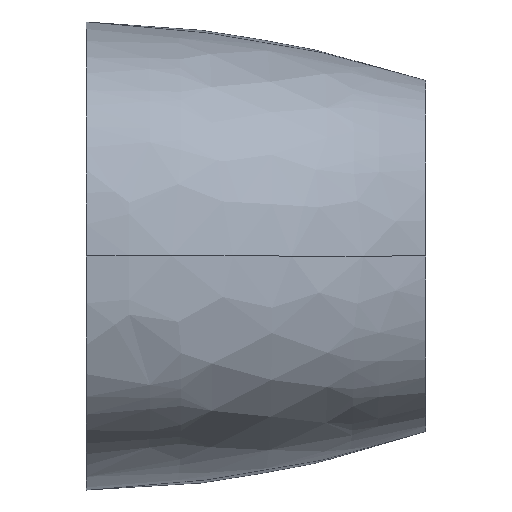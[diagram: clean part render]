
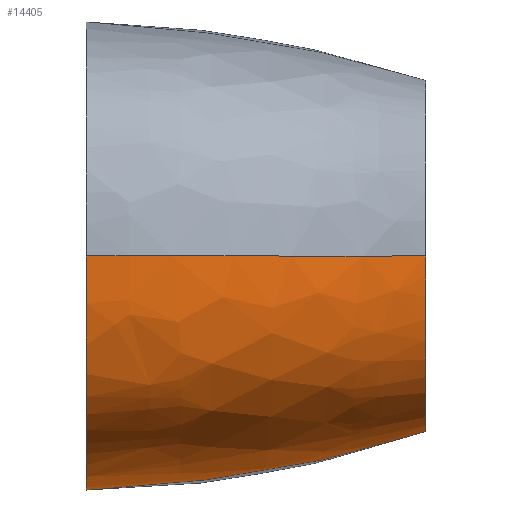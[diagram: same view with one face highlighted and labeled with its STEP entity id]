
A CAD part, left-side view. The second image highlights one B-rep face of the part: STEP entity #14405.
In plain terms, the highlighted free-form (B-spline) face has degree [3, 3] with [5, 14] control points.
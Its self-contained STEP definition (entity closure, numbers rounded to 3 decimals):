
#1426=CARTESIAN_POINT('',(-190.,-580.,-300.));
#1427=CARTESIAN_POINT('',(-213.789,-580.,-300.));
#1428=CARTESIAN_POINT('',(-261.026,-580.,-298.254));
#1429=CARTESIAN_POINT('',(-330.438,-580.,-288.852));
#1430=CARTESIAN_POINT('',(-397.392,-580.,-270.46));
#1431=CARTESIAN_POINT('',(-449.209,-580.,-244.925));
#1432=CARTESIAN_POINT('',(-485.634,-580.,-217.196));
#1433=CARTESIAN_POINT('',(-509.696,-580.,-192.739));
#1434=CARTESIAN_POINT('',(-529.828,-580.,-164.974));
#1435=CARTESIAN_POINT('',(-545.671,-580.,-134.559));
#1436=CARTESIAN_POINT('',(-557.26,-580.,-102.267));
#1437=CARTESIAN_POINT('',(-567.487,-580.,-57.627));
#1438=CARTESIAN_POINT('',(-570.,-580.,-23.036));
#1439=CARTESIAN_POINT('',(-570.,-580.,0.));
#2631=CARTESIAN_POINT('',(-850.,0.,0.));
#2632=CARTESIAN_POINT('',(-850.,0.,-34.711));
#2633=CARTESIAN_POINT('',(-846.717,0.,-87.155));
#2634=CARTESIAN_POINT('',(-830.722,0.,
-155.522));
#2635=CARTESIAN_POINT('',(-811.258,0.,
-204.644));
#2636=CARTESIAN_POINT('',(-783.15,0.,
-249.551));
#2637=CARTESIAN_POINT('',(-746.644,0.,
-287.976));
#2638=CARTESIAN_POINT('',(-703.675,0.,
-318.821));
#2639=CARTESIAN_POINT('',(-640.864,0.,
-350.463));
#2640=CARTESIAN_POINT('',(-556.729,0.,
-375.434));
#2641=CARTESIAN_POINT('',(-453.827,0.,
-391.405));
#2642=CARTESIAN_POINT('',(-351.099,0.,
-398.765));
#2643=CARTESIAN_POINT('',(-283.495,0.,-400.));
#2644=CARTESIAN_POINT('',(-250.,0.,-400.));
#3619=CARTESIAN_POINT('',(-570.,-580.,0.));
#3620=CARTESIAN_POINT('',(-651.855,-506.38,
0.));
#3621=CARTESIAN_POINT('',(-786.56,-326.96,
0.));
#3622=CARTESIAN_POINT('',(-843.266,-109.885,
0.));
#3623=CARTESIAN_POINT('',(-850.,0.,0.));
#3631=CARTESIAN_POINT('',(-190.,-580.,-300.));
#3632=CARTESIAN_POINT('',(-215.039,-495.29,
-328.421));
#3633=CARTESIAN_POINT('',(-252.722,-308.993,
-373.809));
#3634=CARTESIAN_POINT('',(-257.067,-103.395,
-395.31));
#3635=CARTESIAN_POINT('',(-250.,0.,-400.));
#3862=VERTEX_POINT('',#2631);
#3863=VERTEX_POINT('',#2644);
#3865=VERTEX_POINT('',#1426);
#3866=VERTEX_POINT('',#1439);
#14327=CARTESIAN_POINT('',(-183.001,-585.092,
-298.263));
#14328=CARTESIAN_POINT('',(-208.447,-585.03,
-298.441));
#14329=CARTESIAN_POINT('',(-257.142,-584.919,
-296.868));
#14330=CARTESIAN_POINT('',(-327.751,-584.778,
-287.295));
#14331=CARTESIAN_POINT('',(-394.136,-584.661,
-268.97));
#14332=CARTESIAN_POINT('',(-445.486,-584.582,
-243.503));
#14333=CARTESIAN_POINT('',(-481.552,-584.529,
-215.873));
#14334=CARTESIAN_POINT('',(-505.363,-584.495,
-191.524));
#14335=CARTESIAN_POINT('',(-525.278,-584.466,
-163.911));
#14336=CARTESIAN_POINT('',(-540.956,-584.443,
-133.684));
#14337=CARTESIAN_POINT('',(-552.432,-584.425,
-101.604));
#14338=CARTESIAN_POINT('',(-562.975,-584.407,
-55.486));
#14339=CARTESIAN_POINT('',(-565.317,-584.402,
-19.221));
#14340=CARTESIAN_POINT('',(-565.034,-584.403,
5.492));
#14341=CARTESIAN_POINT('',(-208.005,-498.804,
-327.611));
#14342=CARTESIAN_POINT('',(-237.11,-499.804,
-327.211));
#14343=CARTESIAN_POINT('',(-292.797,-501.604,
-324.629));
#14344=CARTESIAN_POINT('',(-373.569,-503.899,
-313.808));
#14345=CARTESIAN_POINT('',(-449.655,-505.789,
-294.344));
#14346=CARTESIAN_POINT('',(-508.948,-507.074,
-267.694));
#14347=CARTESIAN_POINT('',(-551.132,-507.929,
-238.382));
#14348=CARTESIAN_POINT('',(-579.217,-508.483,
-212.189));
#14349=CARTESIAN_POINT('',(-602.813,-508.95,
-182.008));
#14350=CARTESIAN_POINT('',(-621.311,-509.331,
-148.566));
#14351=CARTESIAN_POINT('',(-634.697,-509.624,
-112.878));
#14352=CARTESIAN_POINT('',(-646.826,-509.911,
-61.533));
#14353=CARTESIAN_POINT('',(-649.43,-509.984,
-21.294));
#14354=CARTESIAN_POINT('',(-649.114,-509.967,
6.086));
#14355=CARTESIAN_POINT('',(-245.521,-308.923,
-374.258));
#14356=CARTESIAN_POINT('',(-280.384,-310.578,
-373.258));
#14357=CARTESIAN_POINT('',(-347.251,-313.555,
-369.722));
#14358=CARTESIAN_POINT('',(-444.765,-317.354,
-357.966));
#14359=CARTESIAN_POINT('',(-537.298,-320.484,
-337.735));
#14360=CARTESIAN_POINT('',(-610.457,-322.613,
-309.964));
#14361=CARTESIAN_POINT('',(-663.531,-324.03,
-278.281));
#14362=CARTESIAN_POINT('',(-699.292,-324.949,
-249.139));
#14363=CARTESIAN_POINT('',(-729.51,-325.725,
-214.561));
#14364=CARTESIAN_POINT('',(-753.041,-326.357,
-175.425));
#14365=CARTESIAN_POINT('',(-769.776,-326.846,
-133.251));
#14366=CARTESIAN_POINT('',(-784.61,-327.325,
-72.463));
#14367=CARTESIAN_POINT('',(-787.608,-327.45,
-25.035));
#14368=CARTESIAN_POINT('',(-787.243,-327.424,
7.157));
#14369=CARTESIAN_POINT('',(-249.288,-99.353,
-395.824));
#14370=CARTESIAN_POINT('',(-285.7,-99.923,
-395.384));
#14371=CARTESIAN_POINT('',(-356.172,-100.949,
-393.117));
#14372=CARTESIAN_POINT('',(-460.756,-102.258,
-383.688));
#14373=CARTESIAN_POINT('',(-561.756,-103.338,
-365.838));
#14374=CARTESIAN_POINT('',(-643.342,-104.073,
-339.547));
#14375=CARTESIAN_POINT('',(-703.678,-104.562,
-307.556));
#14376=CARTESIAN_POINT('',(-744.756,-104.88,
-277.006));
#14377=CARTESIAN_POINT('',(-779.602,-105.149,
-239.564));
#14378=CARTESIAN_POINT('',(-806.534,-105.368,
-196.259));
#14379=CARTESIAN_POINT('',(-825.349,-105.538,
-149.117));
#14380=CARTESIAN_POINT('',(-841.63,-105.706,
-80.981));
#14381=CARTESIAN_POINT('',(-844.672,-105.751,
-27.943));
#14382=CARTESIAN_POINT('',(-844.298,-105.744,
7.989));
#14383=CARTESIAN_POINT('',(-241.808,5.904,
-400.244));
#14384=CARTESIAN_POINT('',(-277.827,5.938,
-400.377));
#14385=CARTESIAN_POINT('',(-348.,5.999,
-399.308));
#14386=CARTESIAN_POINT('',(-453.432,6.077,
-391.869));
#14387=CARTESIAN_POINT('',(-556.45,6.141,
-376.008));
#14388=CARTESIAN_POINT('',(-640.738,6.184,
-351.115));
#14389=CARTESIAN_POINT('',(-703.697,6.213,
-319.494));
#14390=CARTESIAN_POINT('',(-746.779,6.232,
-288.63));
#14391=CARTESIAN_POINT('',(-783.384,6.248,
-250.146));
#14392=CARTESIAN_POINT('',(-811.563,6.261,
-205.144));
#14393=CARTESIAN_POINT('',(-831.066,6.271,
-155.904));
#14394=CARTESIAN_POINT('',(-847.721,6.281,
-84.626));
#14395=CARTESIAN_POINT('',(-850.686,6.284,
-29.184));
#14396=CARTESIAN_POINT('',(-850.32,6.283,
8.345));
#14397=B_SPLINE_SURFACE_WITH_KNOTS('',3,3,((#14327,#14328,#14329,#14330,#14331,
#14332,#14333,#14334,#14335,#14336,#14337,#14338,#14339,#14340),(#14341,#14342,
#14343,#14344,#14345,#14346,#14347,#14348,#14349,#14350,#14351,#14352,#14353,
#14354),(#14355,#14356,#14357,#14358,#14359,#14360,#14361,#14362,#14363,#14364,
#14365,#14366,#14367,#14368),(#14369,#14370,#14371,#14372,#14373,#14374,#14375,
#14376,#14377,#14378,#14379,#14380,#14381,#14382),(#14383,#14384,#14385,#14386,
#14387,#14388,#14389,#14390,#14391,#14392,#14393,#14394,#14395,#14396)),
.UNSPECIFIED.,.F.,.F.,.F.,(4,1,4),(4,1,1,1,1,1,1,1,1,1,1,4),(-0.01,
0.5,1.01),(0.118,0.169,0.216,
0.264,0.311,0.334,0.358,
0.382,0.405,0.429,0.453,
0.504),.UNSPECIFIED.);
#14398=ORIENTED_EDGE('',*,*,#7943,.F.);
#14400=ORIENTED_EDGE('',*,*,#14399,.T.);
#14401=ORIENTED_EDGE('',*,*,#10108,.F.);
#14402=ORIENTED_EDGE('',*,*,#14320,.F.);
#14403=EDGE_LOOP('',(#14398,#14400,#14401,#14402));
#14404=FACE_OUTER_BOUND('',#14403,.F.);
#14405=ADVANCED_FACE('',(#14404),#14397,.F.);
#1440=B_SPLINE_CURVE_WITH_KNOTS('',3,(#1426,#1427,#1428,#1429,#1430,#1431,#1432,
#1433,#1434,#1435,#1436,#1437,#1438,#1439),.UNSPECIFIED.,.F.,.F.,(4,1,1,1,1,1,1,
1,1,1,1,4),(0.,0.125,0.25,0.375,0.5,0.563,0.625,0.688,0.75,
0.813,0.875,1.),.UNSPECIFIED.);
#2645=B_SPLINE_CURVE_WITH_KNOTS('',3,(#2631,#2632,#2633,#2634,#2635,#2636,#2637,
#2638,#2639,#2640,#2641,#2642,#2643,#2644),.UNSPECIFIED.,.F.,.F.,(4,1,1,1,1,1,1,
1,1,1,1,4),(0.,0.125,0.188,0.25,0.313,0.375,0.438,0.5,
0.625,0.75,0.875,1.),.UNSPECIFIED.);
#3624=B_SPLINE_CURVE_WITH_KNOTS('',3,(#3619,#3620,#3621,#3622,#3623),
.UNSPECIFIED.,.F.,.F.,(4,1,4),(0.,0.5,1.),.UNSPECIFIED.);
#3636=B_SPLINE_CURVE_WITH_KNOTS('',3,(#3631,#3632,#3633,#3634,#3635),
.UNSPECIFIED.,.F.,.F.,(4,1,4),(0.,0.5,1.),.UNSPECIFIED.);
#7943=EDGE_CURVE('',#3865,#3866,#1440,.T.);
#10108=EDGE_CURVE('',#3862,#3863,#2645,.T.);
#14320=EDGE_CURVE('',#3866,#3862,#3624,.T.);
#14399=EDGE_CURVE('',#3865,#3863,#3636,.T.);
